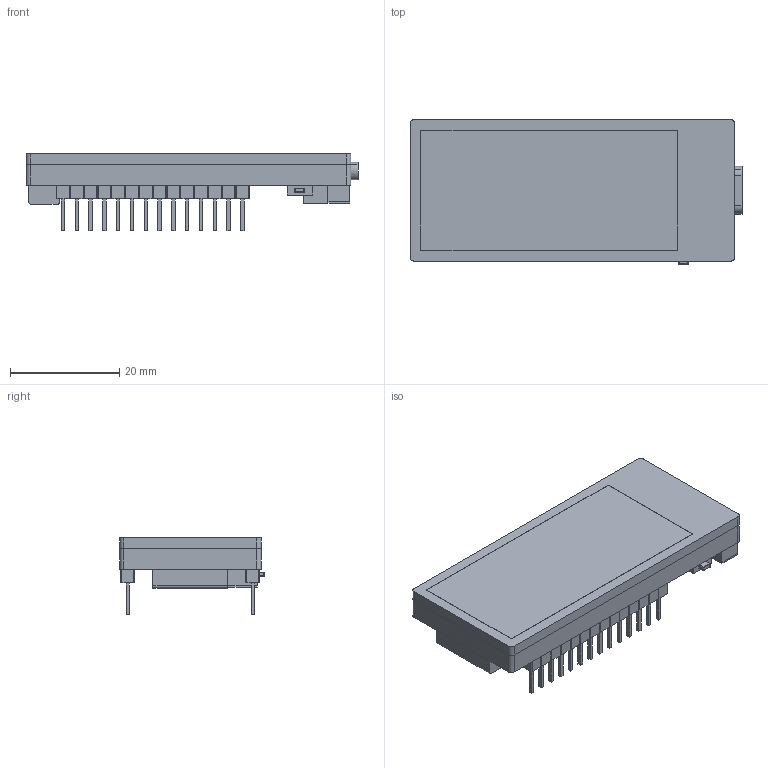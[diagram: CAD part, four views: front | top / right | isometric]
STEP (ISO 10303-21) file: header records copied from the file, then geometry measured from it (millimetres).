
FILE_DESCRIPTION(/* description */ (''),/* implementation_level */ '2;1');
FILE_NAME(/* name */ 'T-Display-S3-AMOLED-Model.step',/* time_stamp */ '2023-06-25T15:19:43+01:00',/* author */ (''),/* organization */ (''),/* preprocessor_version */ 'ST-DEVELOPER v19.2',/* originating_system */ 'Autodesk Translation Framework v12.6.0.85',/* authorisation */ '');
FILE_SCHEMA (('AUTOMOTIVE_DESIGN { 1 0 10303 214 3 1 1 }'));
Length unit declared in the file: millimetre
Products named in the file (1): T-Display-S3-Model
Bounding box: 60.8 x 26.5 x 14.15 mm (x, y, z)
Volume: 9882.8 mm3; surface area: 9033.7 mm2
Topology: 5 solids, 5 shells, 656 faces, 1650 edges, 992 vertices
Faces by surface type: plane 618, cylinder 34, sphere 4
Entity records: 19048 total; most frequent: ORIENTED_EDGE 3300, CARTESIAN_POINT 3299, DIRECTION 3032, EDGE_CURVE 1650, LINE 1582, VECTOR 1582, VERTEX_POINT 992, AXIS2_PLACEMENT_3D 725
